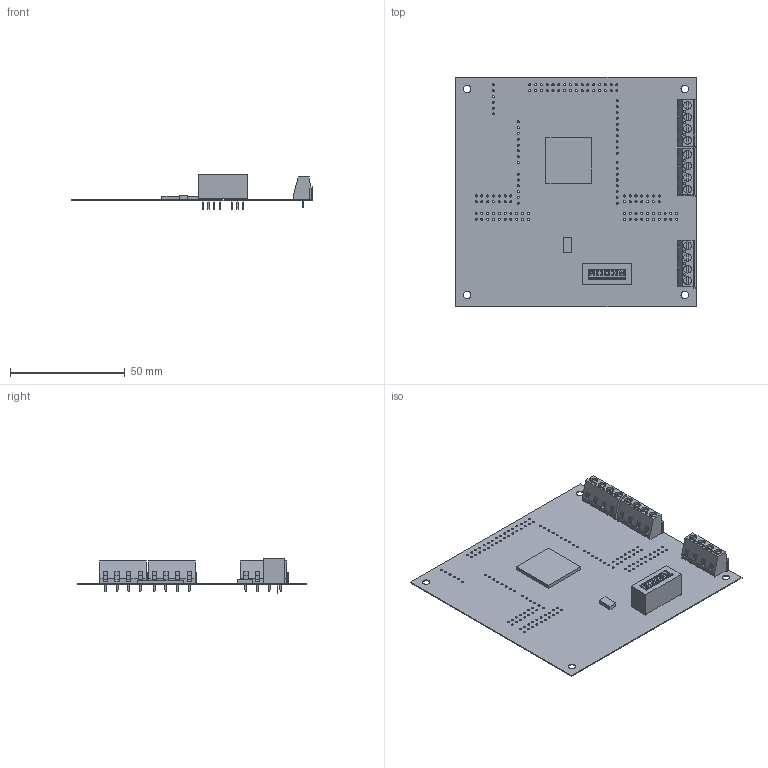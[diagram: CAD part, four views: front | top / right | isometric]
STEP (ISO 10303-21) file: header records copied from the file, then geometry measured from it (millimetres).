
FILE_DESCRIPTION(('Open CASCADE Model'),'2;1');
FILE_NAME('Open CASCADE Shape Model','2024-11-18T23:32:18',('Author'),( 'Open CASCADE'),'Open CASCADE STEP processor 6.8','Open CASCADE 6.8' ,'Unknown');
FILE_SCHEMA(('AUTOMOTIVE_DESIGN { 1 0 10303 214 1 1 1 1 }'));
Length unit declared in the file: millimetre
Products named in the file (1): PCB
Bounding box: 105.09 x 100 x 15.2 mm (x, y, z)
Volume: 10415.8 mm3; surface area: 27921 mm2
Topology: 13 solids, 131 shells, 800 faces, 2451 edges, 1840 vertices
Faces by surface type: plane 580, cylinder 220
Full cylindrical faces by diameter (mm): 0.9 x138, 3.3 x4
Entity records: 29013 total; most frequent: CARTESIAN_POINT 5092, DIRECTION 4565, ORIENTED_EDGE 4284, EDGE_CURVE 2451, LINE 1939, VECTOR 1939, VERTEX_POINT 1840, AXIS2_PLACEMENT_3D 1313
